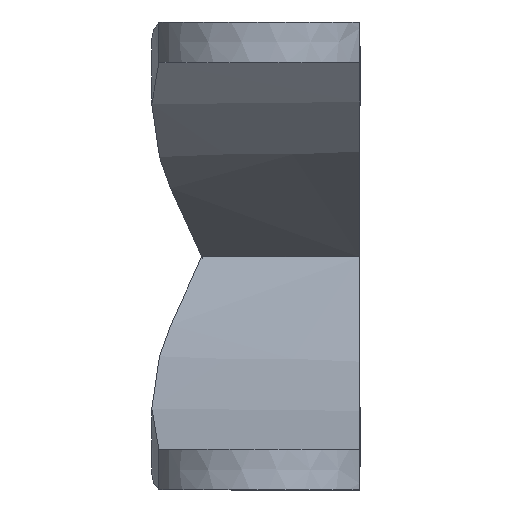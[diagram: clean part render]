
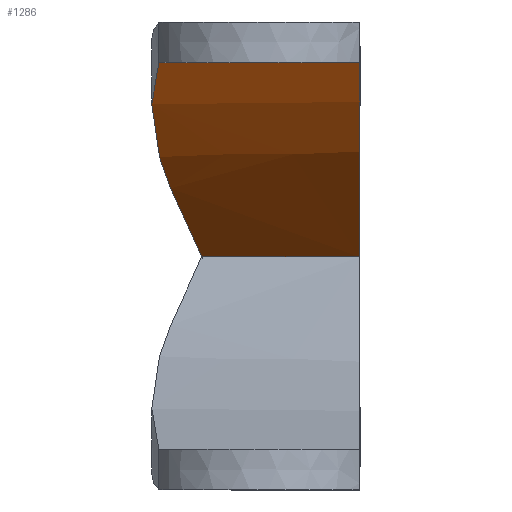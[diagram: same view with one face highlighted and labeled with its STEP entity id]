
A CAD part, top view. The second image highlights one B-rep face of the part: STEP entity #1286.
In plain terms, the highlighted free-form (B-spline) face has degree [3, 3] with [4, 6] control points.
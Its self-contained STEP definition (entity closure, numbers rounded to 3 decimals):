
#166=FACE_OUTER_BOUND('',#242,.T.);
#242=EDGE_LOOP('',(#998,#999,#1000,#1001));
#329=LINE('',#2450,#417);
#417=VECTOR('',#1528,10.);
#506=B_SPLINE_CURVE_WITH_KNOTS('',3,(#2353,#2354,#2355,#2356,#2357,#2358),
 .UNSPECIFIED.,.F.,.F.,(4,2,4),(0.,0.59,1.18),
 .UNSPECIFIED.);
#509=B_SPLINE_CURVE_WITH_KNOTS('',3,(#2403,#2404,#2405,#2406,#2407,#2408),
 .UNSPECIFIED.,.F.,.F.,(4,2,4),(0.621,0.784,1.),
 .UNSPECIFIED.);
#511=B_SPLINE_CURVE_WITH_KNOTS('',3,(#2444,#2445,#2446,#2447,#2448,#2449),
 .UNSPECIFIED.,.F.,.F.,(4,2,4),(0.621,0.784,1.),
 .UNSPECIFIED.);
#548=VERTEX_POINT('',#2050);
#580=VERTEX_POINT('',#2316);
#583=VERTEX_POINT('',#2402);
#585=VERTEX_POINT('',#2443);
#730=EDGE_CURVE('',#580,#548,#506,.T.);
#734=EDGE_CURVE('',#580,#583,#509,.T.);
#737=EDGE_CURVE('',#548,#585,#511,.T.);
#738=EDGE_CURVE('',#583,#585,#329,.T.);
#998=ORIENTED_EDGE('',*,*,#730,.T.);
#999=ORIENTED_EDGE('',*,*,#737,.T.);
#1000=ORIENTED_EDGE('',*,*,#738,.F.);
#1001=ORIENTED_EDGE('',*,*,#734,.F.);
#1248=B_SPLINE_SURFACE_WITH_KNOTS('',3,3,((#2419,#2420,#2421,#2422,#2423,
#2424),(#2425,#2426,#2427,#2428,#2429,#2430),(#2431,#2432,#2433,#2434,#2435,
#2436),(#2437,#2438,#2439,#2440,#2441,#2442)),.UNSPECIFIED.,.F.,.F.,.F.,
(4,4),(4,2,4),(0.,1.),(0.621,0.784,1.),
 .UNSPECIFIED.);
#1286=ADVANCED_FACE('',(#166),#1248,.T.);
#1528=DIRECTION('',(1.,0.,0.));
#2050=CARTESIAN_POINT('',(13.01,12.,71.334));
#2316=CARTESIAN_POINT('',(1.211,12.,71.334));
#2353=CARTESIAN_POINT('Ctrl Pts',(1.211,12.,71.334));
#2354=CARTESIAN_POINT('Ctrl Pts',(3.177,12.,71.334));
#2355=CARTESIAN_POINT('Ctrl Pts',(5.144,12.,71.334));
#2356=CARTESIAN_POINT('Ctrl Pts',(9.077,12.,71.334));
#2357=CARTESIAN_POINT('Ctrl Pts',(11.043,12.,71.334));
#2358=CARTESIAN_POINT('Ctrl Pts',(13.01,12.,71.334));
#2402=CARTESIAN_POINT('',(-1.992,26.5,100.));
#2403=CARTESIAN_POINT('Ctrl Pts',(1.211,12.,71.334));
#2404=CARTESIAN_POINT('Ctrl Pts',(0.107,14.536,75.199));
#2405=CARTESIAN_POINT('Ctrl Pts',(-1.473,17.531,78.917));
#2406=CARTESIAN_POINT('Ctrl Pts',(-2.698,22.467,88.41));
#2407=CARTESIAN_POINT('Ctrl Pts',(-2.695,24.749,94.077));
#2408=CARTESIAN_POINT('Ctrl Pts',(-1.992,26.5,100.));
#2419=CARTESIAN_POINT('Ctrl Pts',(1.211,12.,71.334));
#2420=CARTESIAN_POINT('Ctrl Pts',(0.107,14.536,75.199));
#2421=CARTESIAN_POINT('Ctrl Pts',(-1.473,17.531,78.917));
#2422=CARTESIAN_POINT('Ctrl Pts',(-2.698,22.467,88.41));
#2423=CARTESIAN_POINT('Ctrl Pts',(-2.695,24.749,94.077));
#2424=CARTESIAN_POINT('Ctrl Pts',(-1.992,26.5,100.));
#2425=CARTESIAN_POINT('Ctrl Pts',(5.144,12.,71.334));
#2426=CARTESIAN_POINT('Ctrl Pts',(4.413,14.536,75.199));
#2427=CARTESIAN_POINT('Ctrl Pts',(3.366,17.531,78.917));
#2428=CARTESIAN_POINT('Ctrl Pts',(2.55,22.467,88.41));
#2429=CARTESIAN_POINT('Ctrl Pts',(2.548,24.749,94.077));
#2430=CARTESIAN_POINT('Ctrl Pts',(3.008,26.5,100.));
#2431=CARTESIAN_POINT('Ctrl Pts',(9.077,12.,71.334));
#2432=CARTESIAN_POINT('Ctrl Pts',(8.718,14.536,75.199));
#2433=CARTESIAN_POINT('Ctrl Pts',(8.204,17.531,78.917));
#2434=CARTESIAN_POINT('Ctrl Pts',(7.798,22.467,88.41));
#2435=CARTESIAN_POINT('Ctrl Pts',(7.791,24.749,94.077));
#2436=CARTESIAN_POINT('Ctrl Pts',(8.008,26.5,100.));
#2437=CARTESIAN_POINT('Ctrl Pts',(13.01,12.,71.334));
#2438=CARTESIAN_POINT('Ctrl Pts',(13.024,14.536,75.199));
#2439=CARTESIAN_POINT('Ctrl Pts',(13.043,17.531,78.917));
#2440=CARTESIAN_POINT('Ctrl Pts',(13.046,22.467,88.41));
#2441=CARTESIAN_POINT('Ctrl Pts',(13.034,24.749,94.077));
#2442=CARTESIAN_POINT('Ctrl Pts',(13.008,26.5,100.));
#2443=CARTESIAN_POINT('',(13.008,26.5,100.));
#2444=CARTESIAN_POINT('Ctrl Pts',(13.01,12.,71.334));
#2445=CARTESIAN_POINT('Ctrl Pts',(13.024,14.536,75.199));
#2446=CARTESIAN_POINT('Ctrl Pts',(13.043,17.531,78.917));
#2447=CARTESIAN_POINT('Ctrl Pts',(13.046,22.467,88.41));
#2448=CARTESIAN_POINT('Ctrl Pts',(13.034,24.749,94.077));
#2449=CARTESIAN_POINT('Ctrl Pts',(13.008,26.5,100.));
#2450=CARTESIAN_POINT('',(13.008,26.5,100.));
